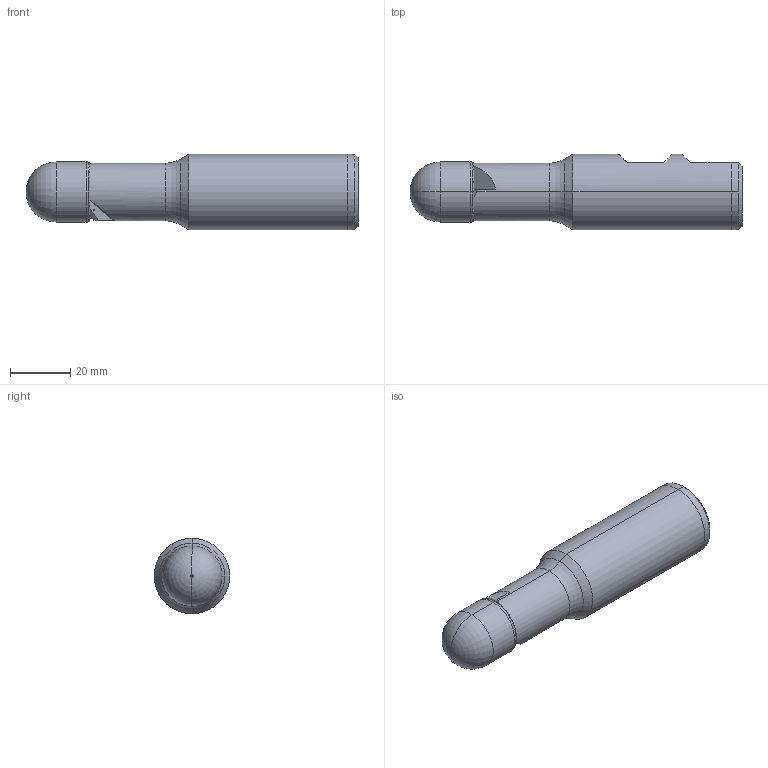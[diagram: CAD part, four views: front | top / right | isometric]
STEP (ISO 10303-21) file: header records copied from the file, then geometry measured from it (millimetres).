
FILE_DESCRIPTION (( 'STEP AP214' ), '1' );
FILE_NAME ('KF-20-46-K03-25.STEP', '2019-08-20T06:15:06', ( '' ), ( '' ), 'SwSTEP 2.0', 'SolidWorks 2019', '' );
FILE_SCHEMA (( 'AUTOMOTIVE_DESIGN' ));
Length unit declared in the file: millimetre
Products named in the file (1): KF-20-46-K03-25
Bounding box: 110 x 25 x 25 mm (x, y, z)
Volume: 40415.5 mm3; surface area: 9639.9 mm2
Topology: 1 solids, 1 shells, 101 faces, 252 edges, 157 vertices
Faces by surface type: plane 30, cone 28, cylinder 20, torus 17, bspline 4, sphere 2
Entity records: 3816 total; most frequent: CARTESIAN_POINT 1237, ORIENTED_EDGE 500, DIRECTION 470, EDGE_CURVE 250, AXIS2_PLACEMENT_3D 195, VERTEX_POINT 157, EDGE_LOOP 107, ADVANCED_FACE 101
